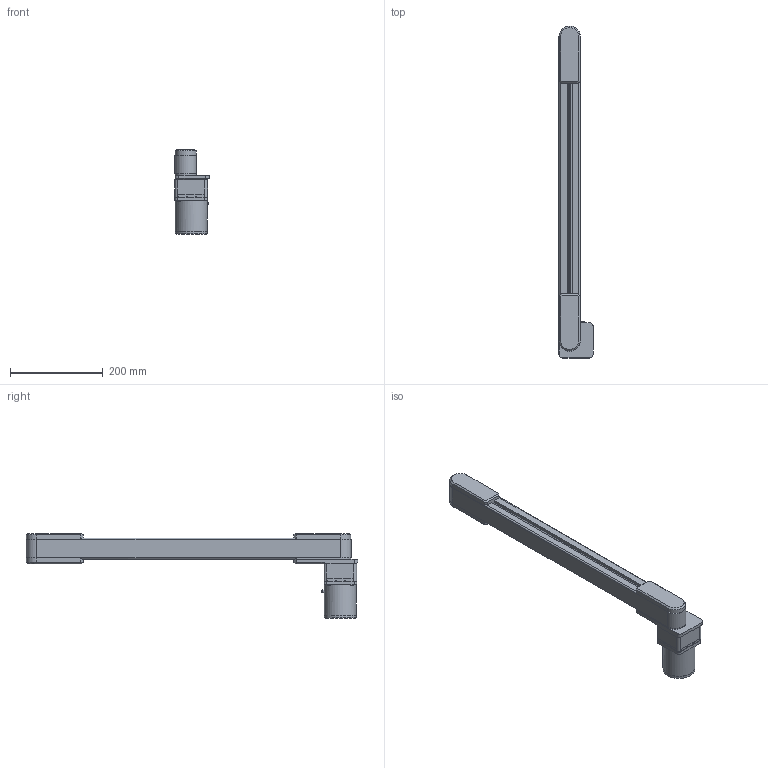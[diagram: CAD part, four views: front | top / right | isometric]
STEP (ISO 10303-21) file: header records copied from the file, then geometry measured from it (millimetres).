
FILE_DESCRIPTION(/* description */ (''),/* implementation_level */ '2;1');
FILE_NAME(/* name */ 'KFB-230VAC-KII.stp',/* time_stamp */ '2017-03-10T11:37:10+01:00',/* author */ ('Felix Kuttruff'),/* organization */ (''),/* preprocessor_version */ 'ST-DEVELOPER v16.1',/* originating_system */ 'Autodesk Inventor 2016',/* authorisation */ '');
FILE_SCHEMA (('AUTOMOTIVE_DESIGN { 1 0 10303 214 3 1 1 }'));
Length unit declared in the file: millimetre
Products named in the file (1): KFB Standard_Shrinkwrap_1
Bounding box: 73.8 x 714.7 x 183 mm (x, y, z)
Volume: 1990497.4 mm3; surface area: 214683.2 mm2
Topology: 1 solids, 2 shells, 229 faces, 577 edges, 369 vertices
Faces by surface type: plane 185, cylinder 33, cone 7, torus 3, sphere 1
Full cylindrical faces by diameter (mm): 2 x1, 7 x1, 68.5 x1, 69 x1
Entity records: 7024 total; most frequent: CARTESIAN_POINT 1242, ORIENTED_EDGE 1140, DIRECTION 1107, EDGE_CURVE 570, LINE 483, VECTOR 483, VERTEX_POINT 368, AXIS2_PLACEMENT_3D 312
